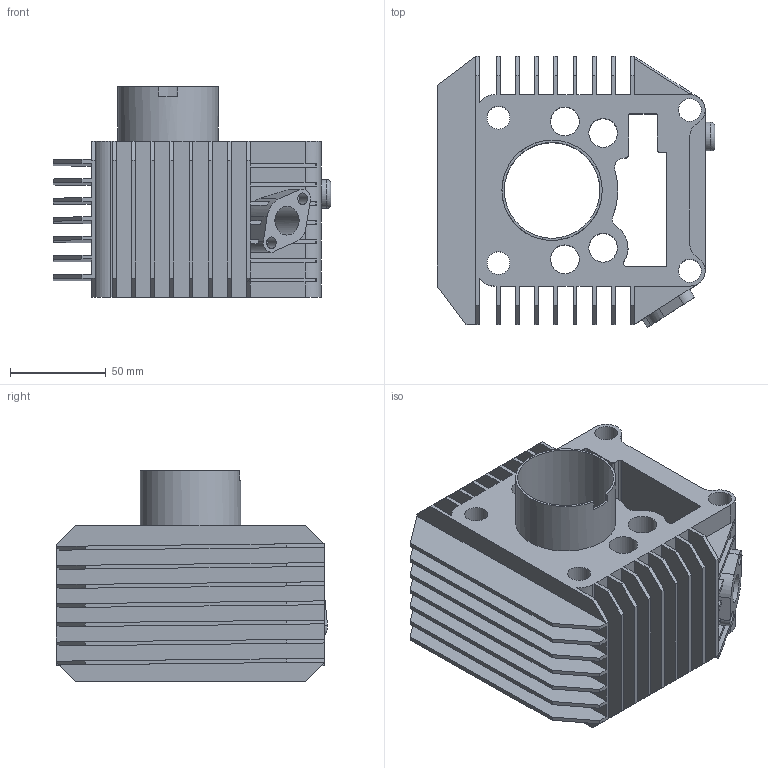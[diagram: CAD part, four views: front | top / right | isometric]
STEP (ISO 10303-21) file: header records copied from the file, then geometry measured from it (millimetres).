
FILE_DESCRIPTION(/* description */ (''),/* implementation_level */ '2;1');
FILE_NAME(/* name */ 'cylinderblock.step',/* time_stamp */ '2019-08-28T14:52:09-04:00',/* author */ (''),/* organization */ (''),/* preprocessor_version */ 'ST-DEVELOPER v18',/* originating_system */ 'Autodesk Translation Framework v8.6.0.1094',/* authorisation */ '');
FILE_SCHEMA (('AUTOMOTIVE_DESIGN { 1 0 10303 214 3 1 1 }'));
Length unit declared in the file: millimetre
Products named in the file (2): (Unsaved); Component1
Assembly tree (1 placements, depth 2):
  (Unsaved)
    Component1
Bounding box: 145 x 141.6 x 110 mm (x, y, z)
Volume: 645838.3 mm3; surface area: 225214.3 mm2
Topology: 1 solids, 1 shells, 390 faces, 1092 edges, 706 vertices
Faces by surface type: plane 309, cylinder 73, cone 7, torus 1
Full cylindrical faces by diameter (mm): 6 x2, 8 x1, 12 x4, 15 x6, 50 x1, 52.4 x1
Entity records: 12554 total; most frequent: CARTESIAN_POINT 2275, ORIENTED_EDGE 2184, DIRECTION 2107, EDGE_CURVE 1092, LINE 809, VECTOR 809, VERTEX_POINT 706, AXIS2_PLACEMENT_3D 649
